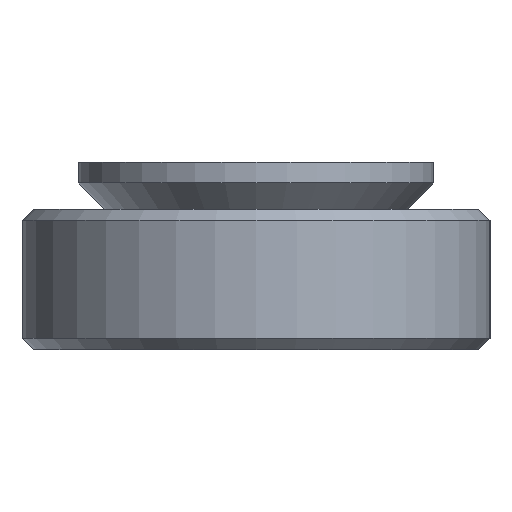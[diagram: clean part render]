
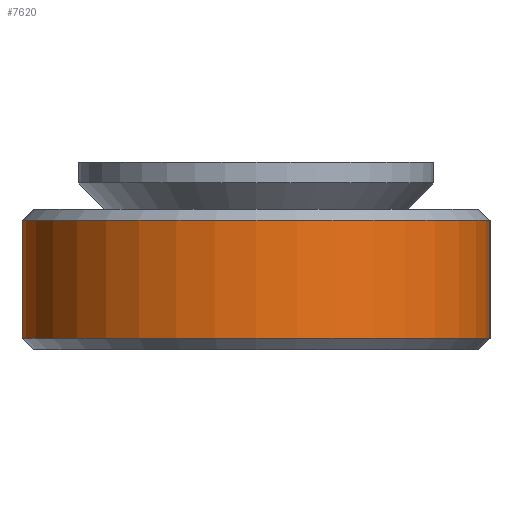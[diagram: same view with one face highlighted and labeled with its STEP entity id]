
A CAD part, left-side view. The second image highlights one B-rep face of the part: STEP entity #7620.
In plain terms, the highlighted cylindrical face has radius 15.875 mm (diameter 31.75 mm), a partial arc.
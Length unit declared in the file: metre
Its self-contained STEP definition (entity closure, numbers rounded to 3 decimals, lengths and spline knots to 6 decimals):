
#98=CYLINDRICAL_SURFACE('',#8301,0.015875);
#291=LINE('',#12459,#675);
#294=LINE('',#12469,#678);
#675=VECTOR('',#9422,1.);
#678=VECTOR('',#9433,1.);
#1305=CIRCLE('',#8302,0.015875);
#1306=CIRCLE('',#8303,0.015875);
#2071=ORIENTED_EDGE('',*,*,#4437,.F.);
#2072=ORIENTED_EDGE('',*,*,#4445,.T.);
#2073=ORIENTED_EDGE('',*,*,#4442,.T.);
#2074=ORIENTED_EDGE('',*,*,#4446,.T.);
#4437=EDGE_CURVE('',#5571,#5572,#291,.T.);
#4442=EDGE_CURVE('',#5575,#5576,#294,.T.);
#4445=EDGE_CURVE('',#5571,#5575,#1305,.F.);
#4446=EDGE_CURVE('',#5576,#5572,#1306,.T.);
#5571=VERTEX_POINT('',#12458);
#5572=VERTEX_POINT('',#12460);
#5575=VERTEX_POINT('',#12470);
#5576=VERTEX_POINT('',#12471);
#6507=EDGE_LOOP('',(#2071,#2072,#2073,#2074));
#7010=FACE_BOUND('',#6507,.T.);
#7620=ADVANCED_FACE('',(#7010),#98,.T.);
#8301=AXIS2_PLACEMENT_3D('',#12474,#9436,#9437);
#8302=AXIS2_PLACEMENT_3D('',#12475,#9438,#9439);
#8303=AXIS2_PLACEMENT_3D('',#12476,#9440,#9441);
#9422=DIRECTION('',(0.,0.,-1.));
#9433=DIRECTION('',(0.,0.,-1.));
#9436=DIRECTION('',(0.,0.,-1.));
#9437=DIRECTION('',(-1.,0.,0.));
#9438=DIRECTION('',(0.,0.,1.));
#9439=DIRECTION('',(1.,0.,0.));
#9440=DIRECTION('',(0.,0.,1.));
#9441=DIRECTION('',(1.,0.,0.));
#12458=CARTESIAN_POINT('',(0.,-0.015875,0.008763));
#12459=CARTESIAN_POINT('',(0.,-0.015875,0.009525));
#12460=CARTESIAN_POINT('',(0.,-0.015875,0.000762));
#12469=CARTESIAN_POINT('',(0.,0.015875,0.009525));
#12470=CARTESIAN_POINT('',(0.,0.015875,0.008763));
#12471=CARTESIAN_POINT('',(0.,0.015875,0.000762));
#12474=CARTESIAN_POINT('',(0.,0.,0.009525));
#12475=CARTESIAN_POINT('',(0.,0.,0.008763));
#12476=CARTESIAN_POINT('',(0.,0.,0.000762));
